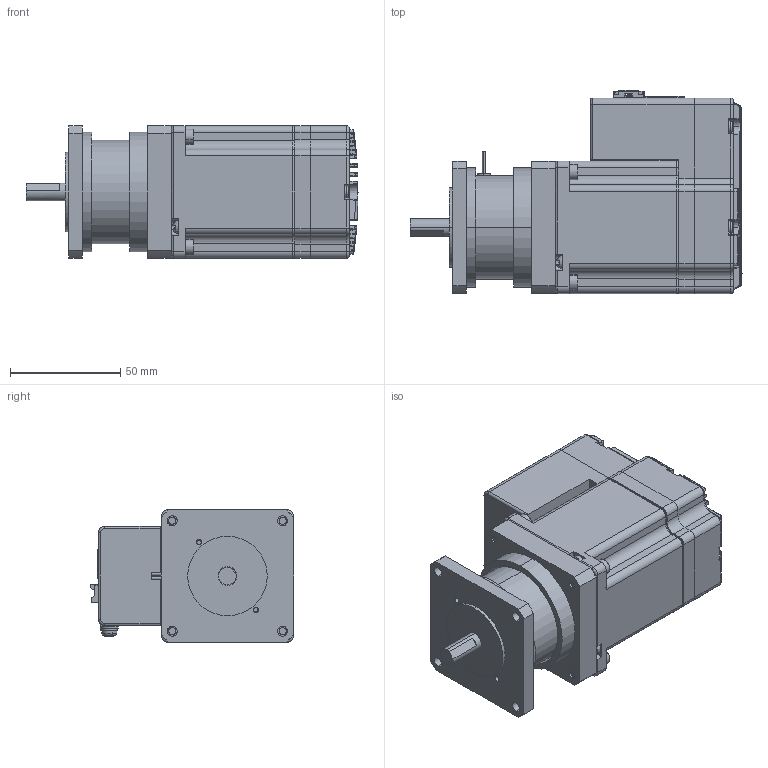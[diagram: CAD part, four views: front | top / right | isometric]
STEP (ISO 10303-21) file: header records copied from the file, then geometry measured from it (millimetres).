
FILE_DESCRIPTION (( 'STEP AP203' ), '1' );
FILE_NAME ('P11A-MO-060-05-R01.STEP', '2020-05-04T06:25:15', ( '' ), ( '' ), 'SwSTEP 2.0', 'SolidWorks 2018', '' );
FILE_SCHEMA (( 'CONFIG_CONTROL_DESIGN' ));
Length unit declared in the file: millimetre
Products named in the file (32): socket head cap screw_ks_KS 1003 - M4 x 16 x 16-N; M119-EC-042-04-R00; pan cross head_ks_KS 1023 PC- M3 x 25-N; 5016451220; P119-MO-060-05-R01; pan cross head_ks_KS 1023 PC- M4 x 6-N; 瞪錳薄樓醴喀攪-5; 瞪錳薄樓醴喀攪-2; P11A-MO-060-05-R01; 60EC-PCB1-01; spring lock washer_2_jis_JIS B 1251 No.2 4; KMG; 瞪錳薄樓醴喀攪-3; 56EC-PCB3-01; 瞪錳蕾樓攪喀攪; small circular plain washer_jis_JIS B 1256 Small circular 4; sams; 瞪錳薄樓醴喀攪-1; 20PS-JMCS-G-1B-TF(N); 瞪錳薄樓醴喀攪-4; BXW-02-10-53_3D; M119-EC-060-02-R02; 42EC-PCB1-01; M119-EC-056-03-R00; M119-EC-060-01-R00; pan cross head_ks_KS 1023 PC- M3 x 20-N; 60EC-PCB2-01; 791091003; 877600816; 09455511103_100183220MOD000B; 20R-JMCS-G-B-TF(NSA); M117-MO-060-02-R00
Assembly tree (43 placements, depth 4):
  P11A-MO-060-05-R01
    BXW-02-10-53_3D
    socket head cap screw_ks_KS 1003 - M4 x 16 x 16-N  x4
    P119-MO-060-05-R01
      60EC-PCB1-01
      pan cross head_ks_KS 1023 PC- M3 x 20-N  x2
      pan cross head_ks_KS 1023 PC- M3 x 25-N  x3
      KMG
      M119-EC-060-01-R00
      M119-EC-060-02-R02
      42EC-PCB1-01
      56EC-PCB3-01
      M119-EC-042-04-R00
      09455511103_100183220MOD000B  x2
      瞪錳蕾樓攪喀攪
        瞪錳薄樓醴喀攪-1
        瞪錳薄樓醴喀攪-2
        瞪錳薄樓醴喀攪-3
        瞪錳薄樓醴喀攪-4
        瞪錳薄樓醴喀攪-5
      5016451220
      60EC-PCB2-01
      877600816  x2
      20PS-JMCS-G-1B-TF(N)  x2
      20R-JMCS-G-B-TF(NSA)  x2
      791091003  x2
      M119-EC-056-03-R00
      M117-MO-060-02-R00
      sams
        small circular plain washer_jis_JIS B 1256 Small circular 4
        spring lock washer_2_jis_JIS B 1251 No.2 4
        pan cross head_ks_KS 1023 PC- M4 x 6-N
    sams
      small circular plain washer_jis_JIS B 1256 Small circular 4
      spring lock washer_2_jis_JIS B 1251 No.2 4
      pan cross head_ks_KS 1023 PC- M4 x 6-N
Bounding box: 150.3 x 92.1 x 60 mm (x, y, z)
Volume: 364826.8 mm3; surface area: 141381.2 mm2
Topology: 43 solids, 55 shells, 5899 faces, 15713 edges, 9979 vertices
Faces by surface type: plane 3939, cylinder 1355, bspline 256, cone 151, torus 113, sphere 85
Entity records: 134493 total; most frequent: CARTESIAN_POINT 30522, ORIENTED_EDGE 21414, DIRECTION 20231, EDGE_CURVE 10707, VECTOR 7493, LINE 7493, VERTEX_POINT 6793, AXIS2_PLACEMENT_3D 6369
